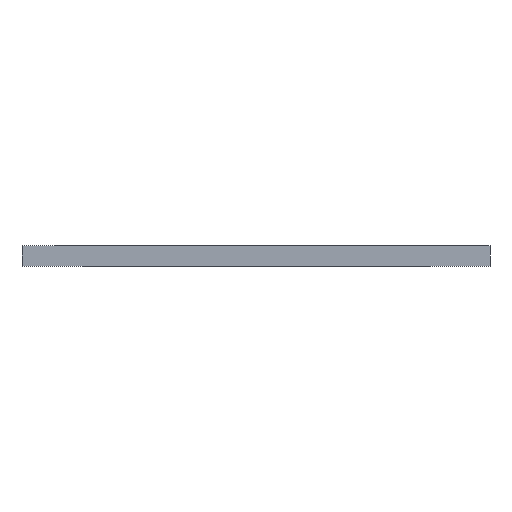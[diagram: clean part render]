
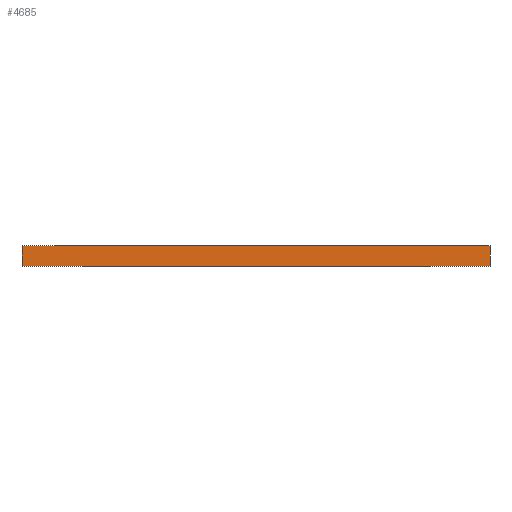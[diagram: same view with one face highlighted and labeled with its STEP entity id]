
A CAD part, front view. The second image highlights one B-rep face of the part: STEP entity #4685.
In plain terms, the highlighted planar face has unit normal (0, -1, 0).
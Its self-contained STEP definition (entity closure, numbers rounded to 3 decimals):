
#55 = VERTEX_POINT ( 'NONE', #5141 ) ;
#61 = ORIENTED_EDGE ( 'NONE', *, *, #3748, .T. ) ;
#119 = CARTESIAN_POINT ( 'NONE',  ( 15., -22.5, -0.65 ) ) ;
#477 = LINE ( 'NONE', #119, #1053 ) ;
#503 = EDGE_CURVE ( 'NONE', #55, #2351, #767, .T. ) ;
#520 = CARTESIAN_POINT ( 'NONE',  ( -15., -22.5, 0.65 ) ) ;
#553 = DIRECTION ( 'NONE',  ( -1., 0., 0. ) ) ;
#650 = VERTEX_POINT ( 'NONE', #1766 ) ;
#767 = LINE ( 'NONE', #2244, #5641 ) ;
#868 = VERTEX_POINT ( 'NONE', #2174 ) ;
#1053 = VECTOR ( 'NONE', #5578, 1000. ) ;
#1539 = LINE ( 'NONE', #4484, #5264 ) ;
#1766 = CARTESIAN_POINT ( 'NONE',  ( -15., -22.5, -0.65 ) ) ;
#1905 = DIRECTION ( 'NONE',  ( 0., 0., -1. ) ) ;
#1989 = EDGE_LOOP ( 'NONE', ( #61, #3020, #2763, #5253 ) ) ;
#2174 = CARTESIAN_POINT ( 'NONE',  ( 15., -22.5, -0.65 ) ) ;
#2244 = CARTESIAN_POINT ( 'NONE',  ( 15., -22.5, 0.65 ) ) ;
#2351 = VERTEX_POINT ( 'NONE', #2836 ) ;
#2354 = DIRECTION ( 'NONE',  ( 0., 1., 0. ) ) ;
#2763 = ORIENTED_EDGE ( 'NONE', *, *, #503, .F. ) ;
#2768 = CARTESIAN_POINT ( 'NONE',  ( 15., -22.5, 0.65 ) ) ;
#2836 = CARTESIAN_POINT ( 'NONE',  ( 15., -22.5, 0.65 ) ) ;
#3020 = ORIENTED_EDGE ( 'NONE', *, *, #5277, .F. ) ;
#3403 = AXIS2_PLACEMENT_3D ( 'NONE', #2768, #2354, #553 ) ;
#3626 = EDGE_CURVE ( 'NONE', #55, #650, #5834, .T. ) ;
#3629 = FACE_OUTER_BOUND ( 'NONE', #1989, .T. ) ;
#3718 = VECTOR ( 'NONE', #1905, 1000. ) ;
#3748 = EDGE_CURVE ( 'NONE', #650, #868, #477, .T. ) ;
#4484 = CARTESIAN_POINT ( 'NONE',  ( 15., -22.5, 0.65 ) ) ;
#4685 = ADVANCED_FACE ( 'NONE', ( #3629 ), #5010, .F. ) ;
#4898 = DIRECTION ( 'NONE',  ( 1., 0., 0. ) ) ;
#5010 = PLANE ( 'NONE',  #3403 ) ;
#5022 = DIRECTION ( 'NONE',  ( 0., 0., -1. ) ) ;
#5141 = CARTESIAN_POINT ( 'NONE',  ( -15., -22.5, 0.65 ) ) ;
#5253 = ORIENTED_EDGE ( 'NONE', *, *, #3626, .T. ) ;
#5264 = VECTOR ( 'NONE', #5022, 1000. ) ;
#5277 = EDGE_CURVE ( 'NONE', #2351, #868, #1539, .T. ) ;
#5578 = DIRECTION ( 'NONE',  ( 1., 0., 0. ) ) ;
#5641 = VECTOR ( 'NONE', #4898, 1000. ) ;
#5834 = LINE ( 'NONE', #520, #3718 ) ;
